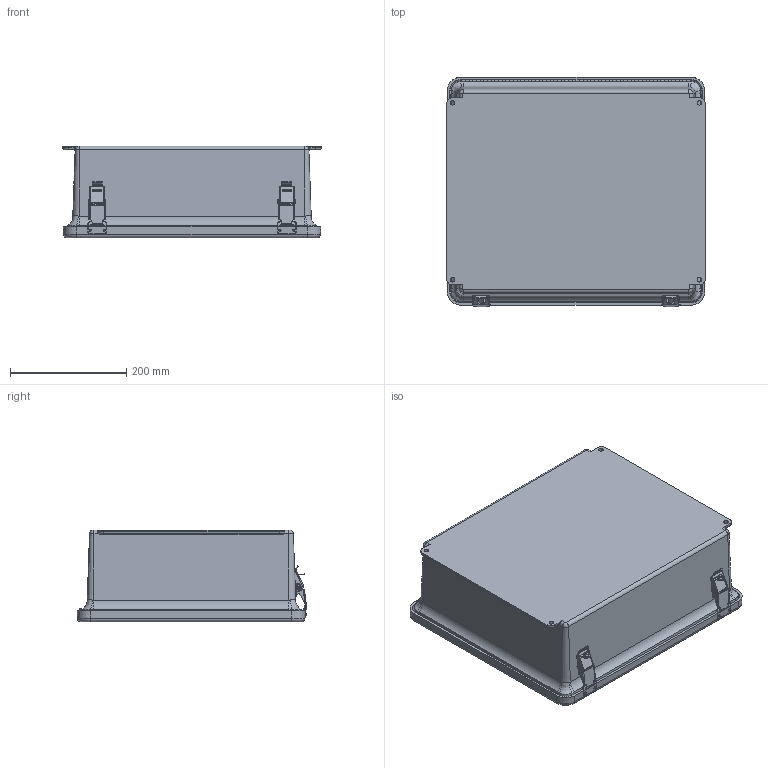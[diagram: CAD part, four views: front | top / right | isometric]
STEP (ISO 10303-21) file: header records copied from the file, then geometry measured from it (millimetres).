
FILE_DESCRIPTION(/* description */ ('BOX'),/* implementation_level */ '2;1');
FILE_NAME(/* name */ 'HW-J161406CHQR_STP.stp',/* time_stamp */ '2014-02-15T15:35:42-05:00',/* author */ ('dhill'),/* organization */ (''),/* preprocessor_version */ 'ST-DEVELOPER v15.2',/* originating_system */ 'Autodesk Inventor 2014',/* authorisation */ '');
FILE_SCHEMA (('AUTOMOTIVE_DESIGN { 1 0 10303 214 3 1 1 }'));
Length unit declared in the file: inch
Products named in the file (20): WP1614H&LBOX; WP1614H&LCVR; RMGAS_WP1614H&LCVR; WP1614HLU; RMINS45821P; RMHING15-1-2_BOX; RMHING15-1-2_COVER; RMHING15-1-2_PIN; RMRIV43; RMHING15-1-2; RMRIV44; RMKEEPSSL; Anchor Plate; Locking Layer; Hook blade; Hinge Pin_Lower; Hinge Pin_Upper; RMLATPLSSL; FEHW-J161406CHQR
Bounding box: 445.29 x 396.13 x 158.14 mm (x, y, z)
Volume: 2370061 mm3; surface area: 1274311.9 mm2
Topology: 40 solids, 40 shells, 1060 faces, 2776 edges, 1837 vertices
Faces by surface type: plane 501, cylinder 433, torus 66, cone 32, bspline 28
Full cylindrical faces by diameter (mm): 2.159 x63, 2.64 x18, 3.048 x2, 3.175 x18, 3.302 x4, 3.327 x10, 3.429 x18, 3.556 x22, 3.861 x4, 4.039 x4, 4.14 x4, 4.306 x4, 5.537 x4, 6.858 x4, 7.62 x4, 9.525 x2
Entity records: 25080 total; most frequent: CARTESIAN_POINT 4894, DIRECTION 4223, ORIENTED_EDGE 3854, EDGE_CURVE 1927, AXIS2_PLACEMENT_3D 1544, VERTEX_POINT 1344, EDGE_LOOP 1151, LINE 1135
